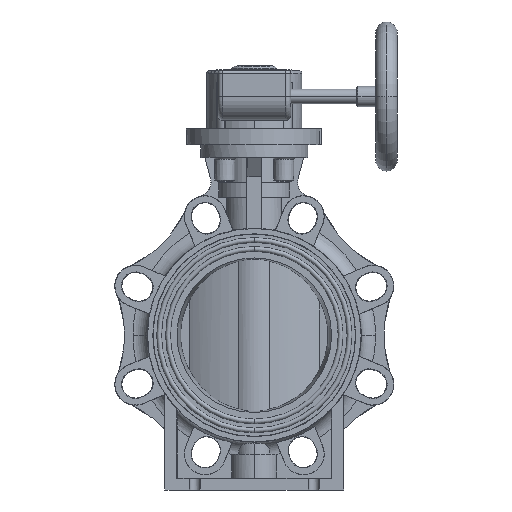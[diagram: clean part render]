
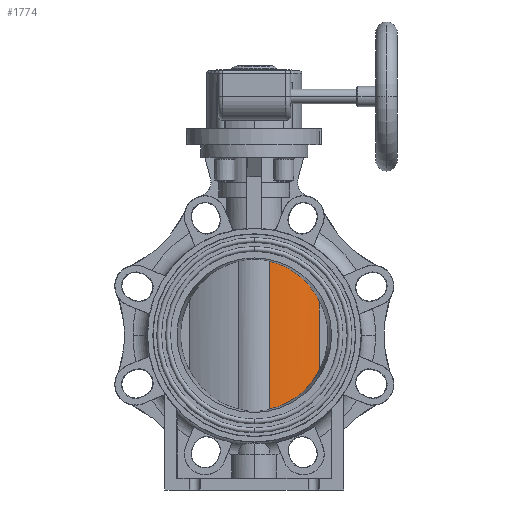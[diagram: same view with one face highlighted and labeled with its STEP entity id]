
A CAD part, front view. The second image highlights one B-rep face of the part: STEP entity #1774.
In plain terms, the highlighted cylindrical face has radius 103.277 mm (diameter 206.554 mm), a partial arc.
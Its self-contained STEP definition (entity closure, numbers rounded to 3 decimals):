
#1774=ADVANCED_FACE('',(#3835),#3836,.T.);
#3835=FACE_OUTER_BOUND('',#6237,.T.);
#3836=CYLINDRICAL_SURFACE('',#6238,103.277);
#6237=EDGE_LOOP('',(#11414,#11415,#11416,#11417,#11418,#11419));
#6238=AXIS2_PLACEMENT_3D('',#11420,#11421,#11422);
#11414=ORIENTED_EDGE('',*,*,#16174,.F.);
#11415=ORIENTED_EDGE('',*,*,#16179,.T.);
#11416=ORIENTED_EDGE('',*,*,#16181,.T.);
#11417=ORIENTED_EDGE('',*,*,#16182,.T.);
#11418=ORIENTED_EDGE('',*,*,#16183,.T.);
#11419=ORIENTED_EDGE('',*,*,#16177,.T.);
#11420=CARTESIAN_POINT('',(-0.641,81.804,-176.767));
#11421=DIRECTION('',(0.,0.0,1.0));
#11422=DIRECTION('',(1.0,0.0,0.));
#16174=EDGE_CURVE('',#20708,#20710,#20711,.T.);
#16177=EDGE_CURVE('',#20714,#20710,#20715,.T.);
#16179=EDGE_CURVE('',#20708,#20716,#20718,.T.);
#16181=EDGE_CURVE('',#20716,#20720,#20721,.T.);
#16182=EDGE_CURVE('',#20720,#20722,#20723,.T.);
#16183=EDGE_CURVE('',#20722,#20714,#20724,.T.);
#20708=VERTEX_POINT('',#26940);
#20710=VERTEX_POINT('',#26948);
#20711=LINE('',#26949,#26950);
#20714=VERTEX_POINT('',#26959);
#20715=B_SPLINE_CURVE_WITH_KNOTS('',3,(#26960,#26961,#26962,#26963,#26964,#26965,#26966,#26967),.UNSPECIFIED.,.F.,.F.,(4,1,1,1,1,4),(0.0,10.49,21.001,31.209,41.008,50.021),.UNSPECIFIED.);
#20716=VERTEX_POINT('',#26968);
#20718=B_SPLINE_CURVE_WITH_KNOTS('',3,(#26970,#26971,#26972,#26973,#26974,#26975,#26976,#26977),.UNSPECIFIED.,.F.,.F.,(4,1,1,1,1,4),(0.0,9.012,18.811,29.019,39.53,50.021),.UNSPECIFIED.);
#20720=VERTEX_POINT('',#26979);
#20721=B_SPLINE_CURVE_WITH_KNOTS('',3,(#26980,#26981,#26982,#26983,#26984),.UNSPECIFIED.,.F.,.F.,(4,1,4),(0.0,3.26,6.465),.UNSPECIFIED.);
#20722=VERTEX_POINT('',#26985);
#20723=LINE('',#26986,#26987);
#20724=B_SPLINE_CURVE_WITH_KNOTS('',3,(#26988,#26989,#26990,#26991,#26992),.UNSPECIFIED.,.F.,.F.,(4,1,4),(0.0,3.205,6.465),.UNSPECIFIED.);
#26940=CARTESIAN_POINT('',(12.919,-20.578,-62.162));
#26948=CARTESIAN_POINT('',(12.919,-20.578,62.162));
#26949=CARTESIAN_POINT('',(12.919,-20.578,-62.162));
#26950=VECTOR('',#32038,124.324);
#26959=CARTESIAN_POINT('',(51.232,-7.5,34.918));
#26960=CARTESIAN_POINT('',(51.232,-7.5,34.918));
#26961=CARTESIAN_POINT('',(49.45,-8.535,37.743));
#26962=CARTESIAN_POINT('',(45.447,-10.717,43.097));
#26963=CARTESIAN_POINT('',(38.318,-13.962,50.002));
#26964=CARTESIAN_POINT('',(30.282,-16.865,55.603));
#26965=CARTESIAN_POINT('',(21.773,-19.14,59.705));
#26966=CARTESIAN_POINT('',(15.827,-20.193,61.513));
#26967=CARTESIAN_POINT('',(12.919,-20.578,62.162));
#26968=CARTESIAN_POINT('',(51.232,-7.5,-34.918));
#26970=CARTESIAN_POINT('',(12.919,-20.578,-62.162));
#26971=CARTESIAN_POINT('',(15.826,-20.193,-61.513));
#26972=CARTESIAN_POINT('',(21.773,-19.14,-59.705));
#26973=CARTESIAN_POINT('',(30.281,-16.865,-55.603));
#26974=CARTESIAN_POINT('',(38.317,-13.962,-50.003));
#26975=CARTESIAN_POINT('',(45.447,-10.717,-43.098));
#26976=CARTESIAN_POINT('',(49.45,-8.535,-37.743));
#26977=CARTESIAN_POINT('',(51.232,-7.5,-34.918));
#26979=CARTESIAN_POINT('',(54.446,-5.554,-29.659));
#26980=CARTESIAN_POINT('',(51.232,-7.5,-34.918));
#26981=CARTESIAN_POINT('',(51.814,-7.162,-34.065));
#26982=CARTESIAN_POINT('',(52.927,-6.501,-32.341));
#26983=CARTESIAN_POINT('',(53.957,-5.863,-30.557));
#26984=CARTESIAN_POINT('',(54.446,-5.554,-29.659));
#26985=CARTESIAN_POINT('',(54.446,-5.554,29.659));
#26986=CARTESIAN_POINT('',(54.446,-5.554,-29.659));
#26987=VECTOR('',#32042,59.318);
#26988=CARTESIAN_POINT('',(54.446,-5.554,29.659));
#26989=CARTESIAN_POINT('',(53.957,-5.863,30.557));
#26990=CARTESIAN_POINT('',(52.927,-6.501,32.341));
#26991=CARTESIAN_POINT('',(51.814,-7.162,34.065));
#26992=CARTESIAN_POINT('',(51.232,-7.5,34.918));
#32038=DIRECTION('',(0.,0.,1.0));
#32042=DIRECTION('',(0.,0.0,1.0));
